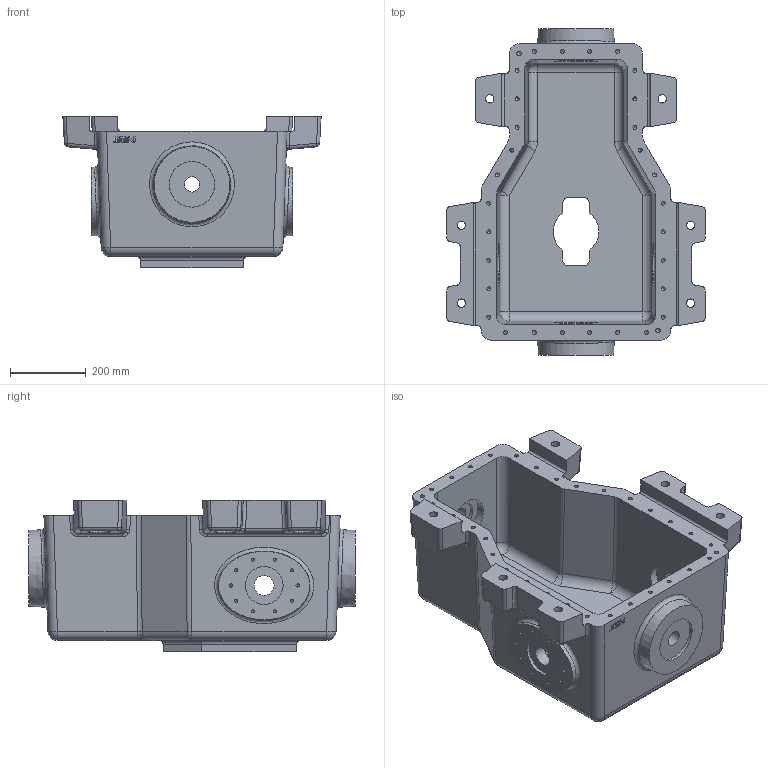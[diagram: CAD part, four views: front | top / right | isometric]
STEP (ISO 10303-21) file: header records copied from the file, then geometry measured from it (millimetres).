
FILE_DESCRIPTION(('HOOPS Exchange Step'),'2;1');
FILE_NAME('NIST_CTC_02_ASME1_RC_SW1802.STP','2020-07-23T10:35:49-04:00',('lipman'),('None'),'HOOPS Exchange 2020.0','SOLIDWORKS MBD','None');
FILE_SCHEMA( ('AP242_MANAGED_MODEL_BASED_3D_ENGINEERING_MIM_LF {1 0 10303 442 1 1 4 }') );
Length unit declared in the file: millimetre
Products named in the file (1): Default
Bounding box: 680 x 860 x 400 mm (x, y, z)
Volume: 47101755.7 mm3; surface area: 2481830.9 mm2
Topology: 1 solids, 1 shells, 505 faces, 1277 edges, 786 vertices
Faces by surface type: cylinder 231, plane 130, cone 82, bspline 32, sphere 24, torus 6
Full cylindrical faces by diameter (mm): 8.38 x42, 10.1 x30, 12 x2, 22 x6, 40 x2, 52 x2, 75 x2, 100 x2, 115 x4, 120 x2
Entity records: 20229 total; most frequent: CARTESIAN_POINT 5501, DIRECTION 2653, ORIENTED_EDGE 2380, EDGE_CURVE 1190, AXIS2_PLACEMENT_3D 1017, COORDINATES_LIST 998, VERTEX_POINT 783, EDGE_LOOP 623
